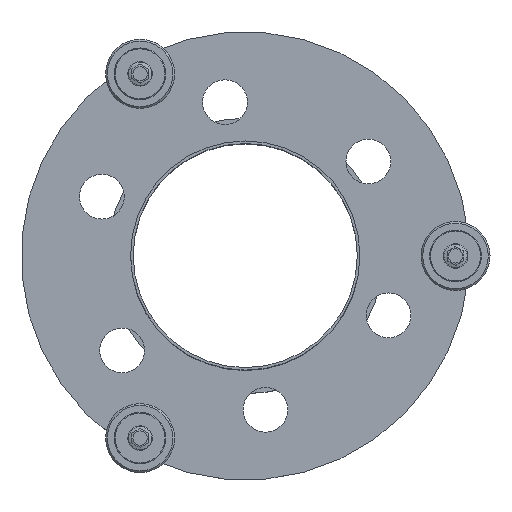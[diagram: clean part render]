
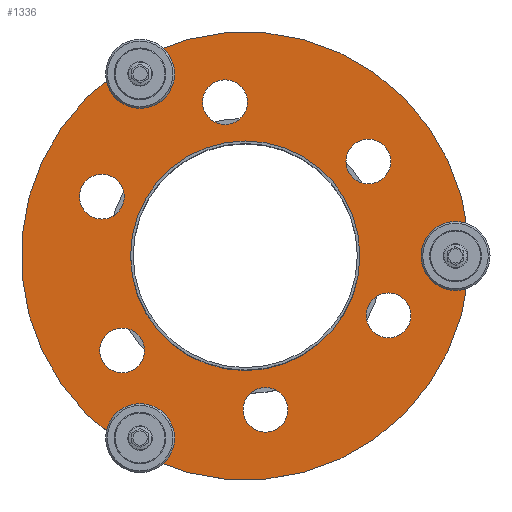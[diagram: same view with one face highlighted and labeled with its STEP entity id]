
A CAD part, top view. The second image highlights one B-rep face of the part: STEP entity #1336.
In plain terms, the highlighted planar face has unit normal (0, 0, 1).
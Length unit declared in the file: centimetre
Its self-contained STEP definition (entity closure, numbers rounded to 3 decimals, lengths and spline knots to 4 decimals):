
#143=LINE('',#2293,#227);
#148=LINE('',#2306,#232);
#152=LINE('',#2318,#236);
#155=LINE('',#2326,#239);
#160=LINE('',#2339,#244);
#164=LINE('',#2351,#248);
#167=LINE('',#2359,#251);
#172=LINE('',#2372,#256);
#176=LINE('',#2384,#260);
#227=VECTOR('',#1798,1.);
#232=VECTOR('',#1811,1.);
#236=VECTOR('',#1823,1.);
#239=VECTOR('',#1828,1.);
#244=VECTOR('',#1841,1.);
#248=VECTOR('',#1853,1.);
#251=VECTOR('',#1858,1.);
#256=VECTOR('',#1871,1.);
#260=VECTOR('',#1883,1.);
#301=FACE_BOUND('',#472,.T.);
#302=FACE_BOUND('',#473,.T.);
#303=FACE_BOUND('',#474,.T.);
#304=FACE_BOUND('',#475,.T.);
#305=FACE_BOUND('',#476,.T.);
#306=FACE_BOUND('',#477,.T.);
#307=FACE_BOUND('',#478,.T.);
#383=FACE_OUTER_BOUND('',#471,.T.);
#471=EDGE_LOOP('',(#1154,#1155,#1156,#1157,#1158,#1159,#1160,#1161,#1162,
#1163,#1164,#1165,#1166,#1167,#1168,#1169,#1170,#1171));
#472=EDGE_LOOP('',(#1172));
#473=EDGE_LOOP('',(#1173));
#474=EDGE_LOOP('',(#1174));
#475=EDGE_LOOP('',(#1175));
#476=EDGE_LOOP('',(#1176));
#477=EDGE_LOOP('',(#1177));
#478=EDGE_LOOP('',(#1178));
#551=CIRCLE('',#1469,2.);
#553=CIRCLE('',#1473,2.);
#555=CIRCLE('',#1478,2.);
#557=CIRCLE('',#1482,2.);
#559=CIRCLE('',#1487,2.);
#561=CIRCLE('',#1491,2.);
#562=CIRCLE('',#1494,130.);
#564=CIRCLE('',#1497,130.);
#565=CIRCLE('',#1498,130.);
#566=CIRCLE('',#1499,65.);
#567=CIRCLE('',#1500,13.);
#568=CIRCLE('',#1501,13.);
#569=CIRCLE('',#1502,13.);
#570=CIRCLE('',#1503,13.);
#571=CIRCLE('',#1504,13.);
#572=CIRCLE('',#1505,13.);
#649=VERTEX_POINT('',#2290);
#650=VERTEX_POINT('',#2292);
#652=VERTEX_POINT('',#2298);
#654=VERTEX_POINT('',#2304);
#656=VERTEX_POINT('',#2310);
#658=VERTEX_POINT('',#2316);
#661=VERTEX_POINT('',#2323);
#662=VERTEX_POINT('',#2325);
#664=VERTEX_POINT('',#2331);
#666=VERTEX_POINT('',#2337);
#668=VERTEX_POINT('',#2343);
#670=VERTEX_POINT('',#2349);
#673=VERTEX_POINT('',#2356);
#674=VERTEX_POINT('',#2358);
#676=VERTEX_POINT('',#2364);
#678=VERTEX_POINT('',#2370);
#680=VERTEX_POINT('',#2376);
#682=VERTEX_POINT('',#2382);
#683=VERTEX_POINT('',#2391);
#684=VERTEX_POINT('',#2393);
#685=VERTEX_POINT('',#2395);
#686=VERTEX_POINT('',#2397);
#687=VERTEX_POINT('',#2399);
#688=VERTEX_POINT('',#2401);
#689=VERTEX_POINT('',#2403);
#805=EDGE_CURVE('',#650,#649,#143,.T.);
#809=EDGE_CURVE('',#649,#652,#551,.T.);
#812=EDGE_CURVE('',#652,#654,#148,.T.);
#815=EDGE_CURVE('',#654,#656,#553,.T.);
#818=EDGE_CURVE('',#656,#658,#152,.T.);
#821=EDGE_CURVE('',#662,#661,#155,.T.);
#825=EDGE_CURVE('',#661,#664,#555,.T.);
#828=EDGE_CURVE('',#664,#666,#160,.T.);
#831=EDGE_CURVE('',#666,#668,#557,.T.);
#834=EDGE_CURVE('',#668,#670,#164,.T.);
#837=EDGE_CURVE('',#674,#673,#167,.T.);
#841=EDGE_CURVE('',#673,#676,#559,.T.);
#844=EDGE_CURVE('',#676,#678,#172,.T.);
#847=EDGE_CURVE('',#678,#680,#561,.T.);
#850=EDGE_CURVE('',#680,#682,#176,.T.);
#851=EDGE_CURVE('',#650,#670,#562,.T.);
#853=EDGE_CURVE('',#674,#658,#564,.T.);
#854=EDGE_CURVE('',#662,#682,#565,.T.);
#855=EDGE_CURVE('',#683,#683,#566,.T.);
#856=EDGE_CURVE('',#684,#684,#567,.T.);
#857=EDGE_CURVE('',#685,#685,#568,.T.);
#858=EDGE_CURVE('',#686,#686,#569,.T.);
#859=EDGE_CURVE('',#687,#687,#570,.T.);
#860=EDGE_CURVE('',#688,#688,#571,.T.);
#861=EDGE_CURVE('',#689,#689,#572,.T.);
#1154=ORIENTED_EDGE('',*,*,#805,.T.);
#1155=ORIENTED_EDGE('',*,*,#809,.T.);
#1156=ORIENTED_EDGE('',*,*,#812,.T.);
#1157=ORIENTED_EDGE('',*,*,#815,.T.);
#1158=ORIENTED_EDGE('',*,*,#818,.T.);
#1159=ORIENTED_EDGE('',*,*,#853,.F.);
#1160=ORIENTED_EDGE('',*,*,#837,.T.);
#1161=ORIENTED_EDGE('',*,*,#841,.T.);
#1162=ORIENTED_EDGE('',*,*,#844,.T.);
#1163=ORIENTED_EDGE('',*,*,#847,.T.);
#1164=ORIENTED_EDGE('',*,*,#850,.T.);
#1165=ORIENTED_EDGE('',*,*,#854,.F.);
#1166=ORIENTED_EDGE('',*,*,#821,.T.);
#1167=ORIENTED_EDGE('',*,*,#825,.T.);
#1168=ORIENTED_EDGE('',*,*,#828,.T.);
#1169=ORIENTED_EDGE('',*,*,#831,.T.);
#1170=ORIENTED_EDGE('',*,*,#834,.T.);
#1171=ORIENTED_EDGE('',*,*,#851,.F.);
#1172=ORIENTED_EDGE('',*,*,#855,.F.);
#1173=ORIENTED_EDGE('',*,*,#856,.T.);
#1174=ORIENTED_EDGE('',*,*,#857,.T.);
#1175=ORIENTED_EDGE('',*,*,#858,.T.);
#1176=ORIENTED_EDGE('',*,*,#859,.T.);
#1177=ORIENTED_EDGE('',*,*,#860,.T.);
#1178=ORIENTED_EDGE('',*,*,#861,.T.);
#1266=PLANE('',#1496);
#1336=ADVANCED_FACE('',(#383,#301,#302,#303,#304,#305,#306,#307),#1266,
 .T.);
#1469=AXIS2_PLACEMENT_3D('',#2300,#1805,#1806);
#1473=AXIS2_PLACEMENT_3D('',#2312,#1817,#1818);
#1478=AXIS2_PLACEMENT_3D('',#2333,#1835,#1836);
#1482=AXIS2_PLACEMENT_3D('',#2345,#1847,#1848);
#1487=AXIS2_PLACEMENT_3D('',#2366,#1865,#1866);
#1491=AXIS2_PLACEMENT_3D('',#2378,#1877,#1878);
#1494=AXIS2_PLACEMENT_3D('',#2386,#1886,#1887);
#1496=AXIS2_PLACEMENT_3D('',#2388,#1890,#1891);
#1497=AXIS2_PLACEMENT_3D('',#2389,#1892,#1893);
#1498=AXIS2_PLACEMENT_3D('',#2390,#1894,#1895);
#1499=AXIS2_PLACEMENT_3D('',#2392,#1896,#1897);
#1500=AXIS2_PLACEMENT_3D('',#2394,#1898,#1899);
#1501=AXIS2_PLACEMENT_3D('',#2396,#1900,#1901);
#1502=AXIS2_PLACEMENT_3D('',#2398,#1902,#1903);
#1503=AXIS2_PLACEMENT_3D('',#2400,#1904,#1905);
#1504=AXIS2_PLACEMENT_3D('',#2402,#1906,#1907);
#1505=AXIS2_PLACEMENT_3D('',#2404,#1908,#1909);
#1798=DIRECTION('',(0.5,-0.866,0.));
#1805=DIRECTION('center_axis',(0.,0.,-1.));
#1806=DIRECTION('ref_axis',(0.5,-0.866,0.));
#1811=DIRECTION('',(-0.866,-0.5,0.));
#1817=DIRECTION('center_axis',(0.,0.,-1.));
#1818=DIRECTION('ref_axis',(-0.866,-0.5,0.));
#1823=DIRECTION('',(-0.5,0.866,0.));
#1828=DIRECTION('',(-1.,0.,0.));
#1835=DIRECTION('center_axis',(0.,0.,-1.));
#1836=DIRECTION('ref_axis',(-1.,0.,0.));
#1841=DIRECTION('',(0.,1.,0.));
#1847=DIRECTION('center_axis',(0.,0.,-1.));
#1848=DIRECTION('ref_axis',(0.,1.,0.));
#1853=DIRECTION('',(1.,0.,0.));
#1858=DIRECTION('',(0.5,0.866,0.));
#1865=DIRECTION('center_axis',(0.,0.,-1.));
#1866=DIRECTION('ref_axis',(0.5,0.866,0.));
#1871=DIRECTION('',(0.866,-0.5,0.));
#1877=DIRECTION('center_axis',(0.,0.,-1.));
#1878=DIRECTION('ref_axis',(0.866,-0.5,0.));
#1883=DIRECTION('',(-0.5,-0.866,0.));
#1886=DIRECTION('center_axis',(0.,0.,
-1.));
#1887=DIRECTION('ref_axis',(-0.866,0.5,0.));
#1890=DIRECTION('center_axis',(0.,0.,1.));
#1891=DIRECTION('ref_axis',(-1.,0.,0.));
#1892=DIRECTION('center_axis',(0.,0.,
-1.));
#1893=DIRECTION('ref_axis',(-0.866,0.5,0.));
#1894=DIRECTION('center_axis',(0.,0.,
-1.));
#1895=DIRECTION('ref_axis',(-0.866,0.5,0.));
#1896=DIRECTION('center_axis',(0.,0.,
1.));
#1897=DIRECTION('ref_axis',(-0.866,0.5,0.));
#1898=DIRECTION('center_axis',(0.,0.,-1.));
#1899=DIRECTION('ref_axis',(1.,0.,0.));
#1900=DIRECTION('center_axis',(0.,0.,-1.));
#1901=DIRECTION('ref_axis',(1.,0.,0.));
#1902=DIRECTION('center_axis',(0.,0.,-1.));
#1903=DIRECTION('ref_axis',(1.,0.,0.));
#1904=DIRECTION('center_axis',(0.,0.,-1.));
#1905=DIRECTION('ref_axis',(1.,0.,0.));
#1906=DIRECTION('center_axis',(0.,0.,-1.));
#1907=DIRECTION('ref_axis',(1.,0.,0.));
#1908=DIRECTION('center_axis',(0.,0.,-1.));
#1909=DIRECTION('ref_axis',(1.,0.,0.));
#2290=CARTESIAN_POINT('',(-46.0407,102.7448,14.));
#2292=CARTESIAN_POINT('',(-54.7859,117.8919,14.));
#2293=CARTESIAN_POINT('',(-38.0675,88.9349,14.));
#2298=CARTESIAN_POINT('',(-46.7728,100.0128,14.));
#2300=CARTESIAN_POINT('Origin',(-47.7728,101.7448,14.));
#2304=CARTESIAN_POINT('',(-63.2272,90.5128,14.));
#2306=CARTESIAN_POINT('',(-39.0868,104.4503,14.));
#2310=CARTESIAN_POINT('',(-65.9593,91.2448,14.));
#2312=CARTESIAN_POINT('Origin',(-64.2272,92.2448,14.));
#2316=CARTESIAN_POINT('',(-74.7045,106.3919,14.));
#2318=CARTESIAN_POINT('',(-62.9861,86.0952,14.));
#2323=CARTESIAN_POINT('',(112.,-11.5,14.));
#2325=CARTESIAN_POINT('',(129.4903,-11.5,14.));
#2326=CARTESIAN_POINT('',(56.,-11.5,14.));
#2331=CARTESIAN_POINT('',(110.,-9.5,14.));
#2333=CARTESIAN_POINT('Origin',(112.,-9.5,14.));
#2337=CARTESIAN_POINT('',(110.,9.5,14.));
#2339=CARTESIAN_POINT('',(110.,51.,14.));
#2343=CARTESIAN_POINT('',(112.,11.5,14.));
#2345=CARTESIAN_POINT('Origin',(112.,9.5,14.));
#2349=CARTESIAN_POINT('',(129.4903,11.5,14.));
#2351=CARTESIAN_POINT('',(66.,11.5,14.));
#2356=CARTESIAN_POINT('',(-65.9593,-91.2448,14.));
#2358=CARTESIAN_POINT('',(-74.7045,-106.3919,14.));
#2359=CARTESIAN_POINT('',(-17.9325,-8.0599,14.));
#2364=CARTESIAN_POINT('',(-63.2272,-90.5128,14.));
#2366=CARTESIAN_POINT('Origin',(-64.2272,-92.2448,14.));
#2370=CARTESIAN_POINT('',(-46.7728,-100.0128,14.));
#2372=CARTESIAN_POINT('',(-70.9132,-86.0753,14.));
#2376=CARTESIAN_POINT('',(-46.0407,-102.7448,14.));
#2378=CARTESIAN_POINT('Origin',(-47.7728,-101.7448,14.));
#2382=CARTESIAN_POINT('',(-54.7859,-117.8919,14.));
#2384=CARTESIAN_POINT('',(-3.0139,-28.2202,14.));
#2386=CARTESIAN_POINT('Origin',(0.,0.,
14.));
#2388=CARTESIAN_POINT('Origin',(0.,92.5,
14.));
#2389=CARTESIAN_POINT('Origin',(0.,0.,
14.));
#2390=CARTESIAN_POINT('Origin',(0.,0.,
14.));
#2391=CARTESIAN_POINT('',(32.5,56.2917,14.));
#2392=CARTESIAN_POINT('Origin',(0.,0.,
14.));
#2393=CARTESIAN_POINT('',(-24.7474,89.23,14.));
#2394=CARTESIAN_POINT('Origin',(-11.7474,89.23,14.));
#2395=CARTESIAN_POINT('',(-96.1492,34.4415,14.));
#2396=CARTESIAN_POINT('Origin',(-83.1492,34.4415,14.));
#2397=CARTESIAN_POINT('',(-1.2526,-89.23,14.));
#2398=CARTESIAN_POINT('Origin',(11.7474,-89.23,14.));
#2399=CARTESIAN_POINT('',(58.4018,54.7885,14.));
#2400=CARTESIAN_POINT('Origin',(71.4018,54.7885,14.));
#2401=CARTESIAN_POINT('',(70.1492,-34.4415,14.));
#2402=CARTESIAN_POINT('Origin',(83.1492,-34.4415,14.));
#2403=CARTESIAN_POINT('',(-84.4018,-54.7885,14.));
#2404=CARTESIAN_POINT('Origin',(-71.4018,-54.7885,14.));
